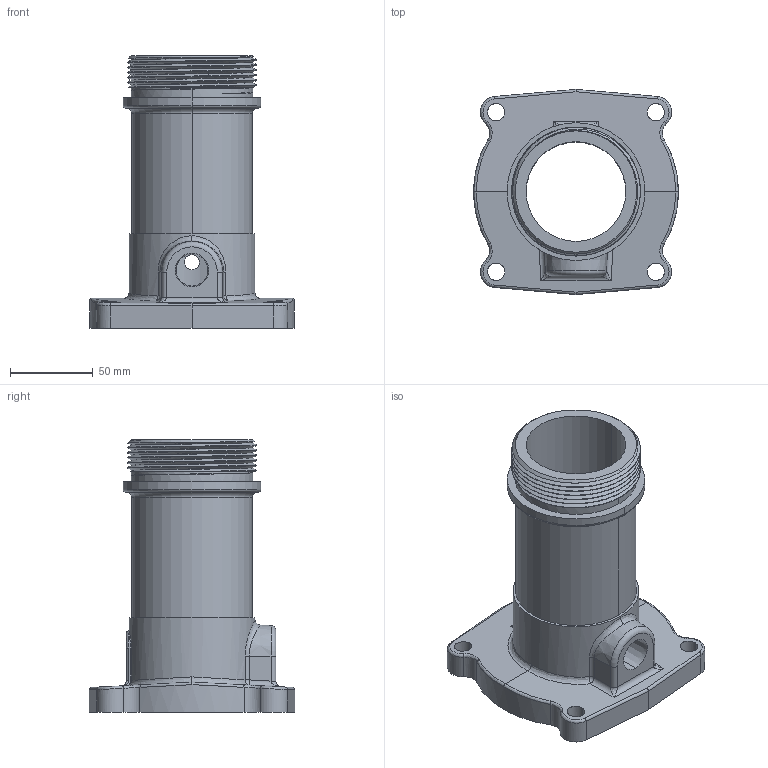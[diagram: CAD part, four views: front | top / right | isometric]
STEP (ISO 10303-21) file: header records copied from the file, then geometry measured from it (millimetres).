
FILE_DESCRIPTION((''),'2;1');
FILE_NAME('116852_00','2014-03-12T',('jhabe'),(''),'PRO/ENGINEER BY PARAMETRIC TECHNOLOGY CORPORATION, 2011310','PRO/ENGINEER BY PARAMETRIC TECHNOLOGY CORPORATION, 2011310','');
FILE_SCHEMA(('CONFIG_CONTROL_DESIGN'));
Length unit declared in the file: inch
Products named in the file (1): 116852_00
Bounding box: 123.82 x 124.11 x 165.1 mm (x, y, z)
Surface area: 103426.8 mm2 (no closed solid volume)
Topology: 0 solids, 1 shells, 132 faces, 323 edges, 196 vertices
Faces by surface type: cylinder 57, bspline 40, plane 18, cone 9, torus 6, sphere 2
Entity records: 7775 total; most frequent: CARTESIAN_POINT 4939, ORIENTED_EDGE 646, DIRECTION 482, EDGE_CURVE 323, VERTEX_POINT 196, AXIS2_PLACEMENT_3D 192, EDGE_LOOP 149, FACE_OUTER_BOUND 132
